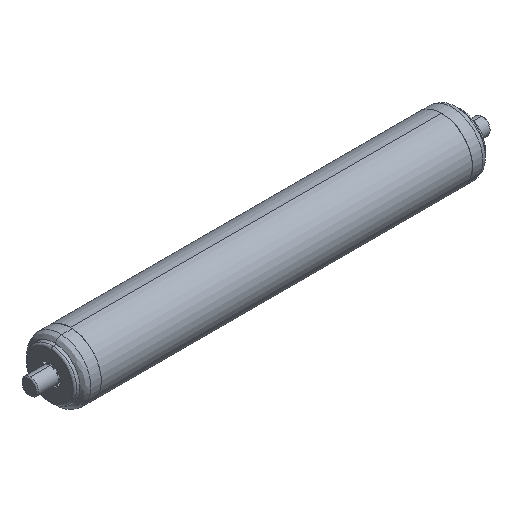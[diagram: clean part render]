
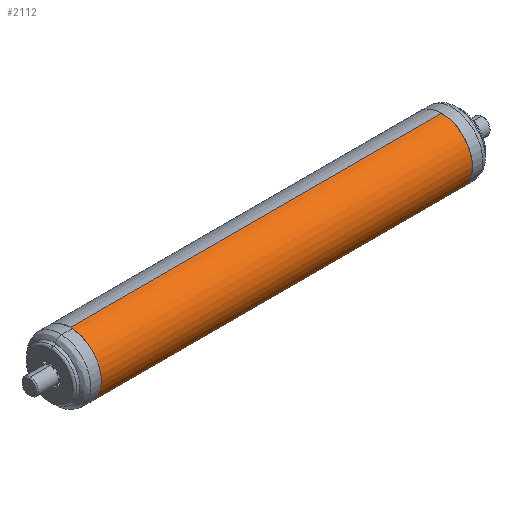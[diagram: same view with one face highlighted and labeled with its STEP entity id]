
A CAD part, isometric view. The second image highlights one B-rep face of the part: STEP entity #2112.
In plain terms, the highlighted cylindrical face has radius 15 mm (diameter 30 mm), a partial arc.
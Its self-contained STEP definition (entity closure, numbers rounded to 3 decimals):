
#722 = CIRCLE ( 'NONE', #3968, 15. ) ;
#753 = CYLINDRICAL_SURFACE ( 'NONE', #13950, 15. ) ;
#839 = DIRECTION ( 'NONE',  ( -1., 0., 0. ) ) ;
#1952 = FACE_OUTER_BOUND ( 'NONE', #2181, .T. ) ;
#2112 = ADVANCED_FACE ( 'NONE', ( #1952 ), #753, .T. ) ;
#2181 = EDGE_LOOP ( 'NONE', ( #8354, #4703, #6228, #13666 ) ) ;
#3326 = EDGE_CURVE ( 'NONE', #11566, #10270, #722, .T. ) ;
#3436 = VECTOR ( 'NONE', #839, 1000. ) ;
#3721 = CIRCLE ( 'NONE', #5909, 15. ) ;
#3968 = AXIS2_PLACEMENT_3D ( 'NONE', #8995, #11129, #13377 ) ;
#3999 = LINE ( 'NONE', #5384, #5822 ) ;
#4347 = EDGE_CURVE ( 'NONE', #6202, #10270, #3999, .T. ) ;
#4371 = VERTEX_POINT ( 'NONE', #8495 ) ;
#4585 = DIRECTION ( 'NONE',  ( -1., 0., 0. ) ) ;
#4703 = ORIENTED_EDGE ( 'NONE', *, *, #8133, .F. ) ;
#4779 = DIRECTION ( 'NONE',  ( 0., 0., -1. ) ) ;
#5031 = EDGE_CURVE ( 'NONE', #4371, #11566, #11094, .T. ) ;
#5384 = CARTESIAN_POINT ( 'NONE',  ( 180., 0., -15. ) ) ;
#5674 = CARTESIAN_POINT ( 'NONE',  ( 180., 0., 0. ) ) ;
#5698 = CARTESIAN_POINT ( 'NONE',  ( 180., 0., 0. ) ) ;
#5822 = VECTOR ( 'NONE', #12901, 1000. ) ;
#5909 = AXIS2_PLACEMENT_3D ( 'NONE', #5674, #8057, #4779 ) ;
#6202 = VERTEX_POINT ( 'NONE', #13016 ) ;
#6228 = ORIENTED_EDGE ( 'NONE', *, *, #5031, .T. ) ;
#6420 = CARTESIAN_POINT ( 'NONE',  ( 0., 0., 15. ) ) ;
#8057 = DIRECTION ( 'NONE',  ( 1., 0., 0. ) ) ;
#8133 = EDGE_CURVE ( 'NONE', #4371, #6202, #3721, .T. ) ;
#8354 = ORIENTED_EDGE ( 'NONE', *, *, #4347, .F. ) ;
#8495 = CARTESIAN_POINT ( 'NONE',  ( 180., 0., 15. ) ) ;
#8995 = CARTESIAN_POINT ( 'NONE',  ( 0., 0., 0. ) ) ;
#10270 = VERTEX_POINT ( 'NONE', #11051 ) ;
#10573 = CARTESIAN_POINT ( 'NONE',  ( 180., 0., 15. ) ) ;
#11051 = CARTESIAN_POINT ( 'NONE',  ( 0., 0., -15. ) ) ;
#11059 = DIRECTION ( 'NONE',  ( 0., 0., 1. ) ) ;
#11094 = LINE ( 'NONE', #10573, #3436 ) ;
#11129 = DIRECTION ( 'NONE',  ( 1., 0., 0. ) ) ;
#11566 = VERTEX_POINT ( 'NONE', #6420 ) ;
#12901 = DIRECTION ( 'NONE',  ( -1., 0., 0. ) ) ;
#13016 = CARTESIAN_POINT ( 'NONE',  ( 180., 0., -15. ) ) ;
#13377 = DIRECTION ( 'NONE',  ( 0., 0., -1. ) ) ;
#13666 = ORIENTED_EDGE ( 'NONE', *, *, #3326, .T. ) ;
#13950 = AXIS2_PLACEMENT_3D ( 'NONE', #5698, #4585, #11059 ) ;
